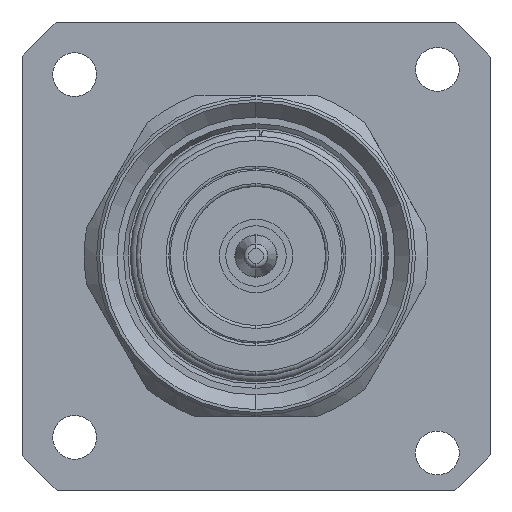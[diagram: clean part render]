
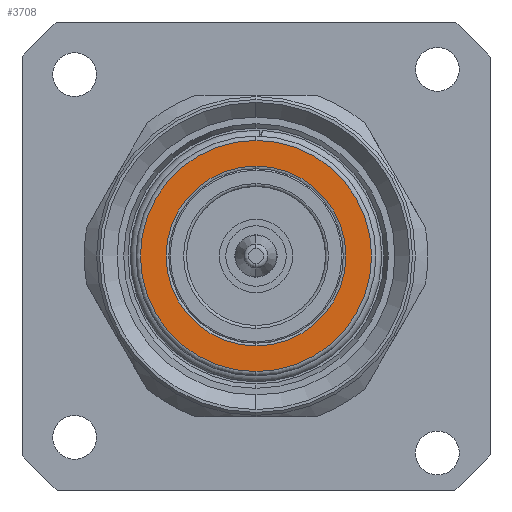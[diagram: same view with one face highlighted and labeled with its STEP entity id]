
A CAD part, left-side view. The second image highlights one B-rep face of the part: STEP entity #3708.
In plain terms, the highlighted planar face has unit normal (-1, 0, 0).
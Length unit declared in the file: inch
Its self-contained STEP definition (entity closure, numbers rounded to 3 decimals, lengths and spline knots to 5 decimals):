
#39 = DIRECTION ( 'NONE',  ( -1., 0., 0. ) ) ;
#898 = ORIENTED_EDGE ( 'NONE', *, *, #9934, .F. ) ;
#943 = DIRECTION ( 'NONE',  ( 0., 0., 1. ) ) ;
#1261 = EDGE_CURVE ( 'NONE', #5939, #1749, #5462, .T. ) ;
#1303 = VERTEX_POINT ( 'NONE', #2888 ) ;
#1440 = DIRECTION ( 'NONE',  ( 1., 0., 0. ) ) ;
#1495 = PLANE ( 'NONE',  #8990 ) ;
#1517 = DIRECTION ( 'NONE',  ( 0., 0., 1. ) ) ;
#1749 = VERTEX_POINT ( 'NONE', #4554 ) ;
#1864 = CARTESIAN_POINT ( 'NONE',  ( 0.20472, 0., 0. ) ) ;
#2247 = CIRCLE ( 'NONE', #5309, 0.31102 ) ;
#2355 = FACE_BOUND ( 'NONE', #10312, .T. ) ;
#2588 = CARTESIAN_POINT ( 'NONE',  ( 0.20472, 0., 0.31102 ) ) ;
#2729 = CIRCLE ( 'NONE', #9427, 0.24213 ) ;
#2888 = CARTESIAN_POINT ( 'NONE',  ( 0.20472, 0., 0.24213 ) ) ;
#3155 = DIRECTION ( 'NONE',  ( -1., 0., 0. ) ) ;
#3314 = FACE_OUTER_BOUND ( 'NONE', #4697, .T. ) ;
#3708 = ADVANCED_FACE ( 'NONE', ( #3314, #2355 ), #1495, .F. ) ;
#3841 = ORIENTED_EDGE ( 'NONE', *, *, #5105, .F. ) ;
#4520 = ORIENTED_EDGE ( 'NONE', *, *, #4615, .T. ) ;
#4554 = CARTESIAN_POINT ( 'NONE',  ( 0.20472, 0., -0.31102 ) ) ;
#4615 = EDGE_CURVE ( 'NONE', #1749, #5939, #2247, .T. ) ;
#4697 = EDGE_LOOP ( 'NONE', ( #7293, #4520 ) ) ;
#5105 = EDGE_CURVE ( 'NONE', #6468, #1303, #2729, .T. ) ;
#5309 = AXIS2_PLACEMENT_3D ( 'NONE', #5638, #8284, #9124 ) ;
#5462 = CIRCLE ( 'NONE', #10062, 0.31102 ) ;
#5638 = CARTESIAN_POINT ( 'NONE',  ( 0.20472, 0., 0. ) ) ;
#5939 = VERTEX_POINT ( 'NONE', #2588 ) ;
#6152 = DIRECTION ( 'NONE',  ( -1., 0., 0. ) ) ;
#6468 = VERTEX_POINT ( 'NONE', #11810 ) ;
#7293 = ORIENTED_EDGE ( 'NONE', *, *, #1261, .T. ) ;
#7957 = DIRECTION ( 'NONE',  ( 0., 0., 1. ) ) ;
#8284 = DIRECTION ( 'NONE',  ( -1., 0., 0. ) ) ;
#8990 = AXIS2_PLACEMENT_3D ( 'NONE', #10697, #1440, #9728 ) ;
#9124 = DIRECTION ( 'NONE',  ( 0., 0., 1. ) ) ;
#9427 = AXIS2_PLACEMENT_3D ( 'NONE', #10669, #6152, #7957 ) ;
#9728 = DIRECTION ( 'NONE',  ( 0., 1., 0. ) ) ;
#9747 = CARTESIAN_POINT ( 'NONE',  ( 0.20472, 0., 0. ) ) ;
#9934 = EDGE_CURVE ( 'NONE', #1303, #6468, #11581, .T. ) ;
#10062 = AXIS2_PLACEMENT_3D ( 'NONE', #1864, #39, #943 ) ;
#10312 = EDGE_LOOP ( 'NONE', ( #898, #3841 ) ) ;
#10669 = CARTESIAN_POINT ( 'NONE',  ( 0.20472, 0., 0. ) ) ;
#10697 = CARTESIAN_POINT ( 'NONE',  ( 0.20472, 0.24213, 0. ) ) ;
#11374 = AXIS2_PLACEMENT_3D ( 'NONE', #9747, #3155, #1517 ) ;
#11581 = CIRCLE ( 'NONE', #11374, 0.24213 ) ;
#11810 = CARTESIAN_POINT ( 'NONE',  ( 0.20472, 0., -0.24213 ) ) ;
